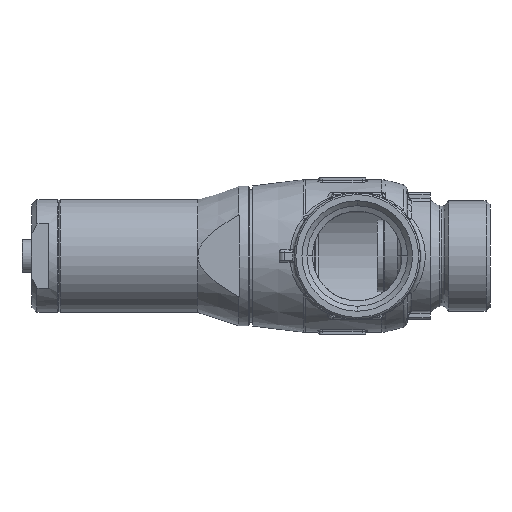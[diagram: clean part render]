
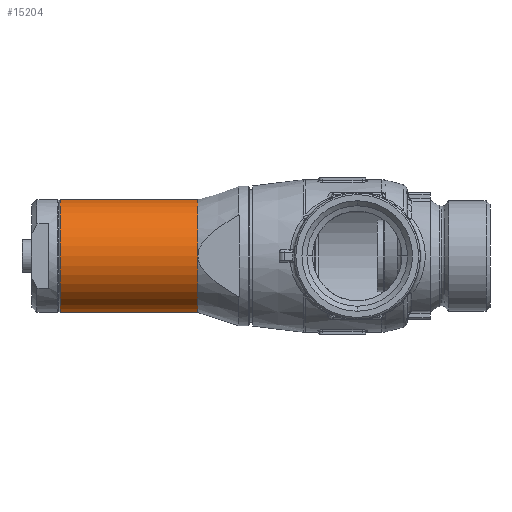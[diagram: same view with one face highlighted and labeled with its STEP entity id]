
A CAD part, left-side view. The second image highlights one B-rep face of the part: STEP entity #15204.
In plain terms, the highlighted cylindrical face has radius 17 mm (diameter 34 mm), a partial arc.
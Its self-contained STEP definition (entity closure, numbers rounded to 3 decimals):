
#2117 = CARTESIAN_POINT ( 'NONE',  ( 0., 17.5, 0. ) ) ;
#2131 = CYLINDRICAL_SURFACE ( 'NONE', #19038, 17. ) ;
#2132 = FACE_OUTER_BOUND ( 'NONE', #16985, .T. ) ;
#2142 = DIRECTION ( 'NONE',  ( 0., -1., 0. ) ) ;
#2143 = DIRECTION ( 'NONE',  ( 0., 0., -1. ) ) ;
#2504 = EDGE_CURVE ( 'NONE', #28920, #28862, #31636, .T. ) ;
#2505 = EDGE_CURVE ( 'NONE', #23063, #23043, #31643, .T. ) ;
#2519 = EDGE_CURVE ( 'NONE', #28862, #25005, #31661, .T. ) ;
#2523 = EDGE_CURVE ( 'NONE', #23043, #25005, #15640, .T. ) ;
#2526 = EDGE_CURVE ( 'NONE', #23063, #28920, #15643, .T. ) ;
#5308 = CARTESIAN_POINT ( 'NONE',  ( -17., 48., 0. ) ) ;
#5401 = CARTESIAN_POINT ( 'NONE',  ( 0., 48., 17. ) ) ;
#15204 = ADVANCED_FACE ( 'NONE', ( #2132 ), #2131, .T. ) ;
#15555 = CARTESIAN_POINT ( 'NONE',  ( 0., 48., 0. ) ) ;
#15556 = DIRECTION ( 'NONE',  ( 0., -1., 0. ) ) ;
#15557 = DIRECTION ( 'NONE',  ( 0., 0., -1. ) ) ;
#15558 = CARTESIAN_POINT ( 'NONE',  ( 0., 89.5, 0. ) ) ;
#15559 = DIRECTION ( 'NONE',  ( 0., -1., 0. ) ) ;
#15560 = DIRECTION ( 'NONE',  ( 0., 0., 1. ) ) ;
#15631 = CARTESIAN_POINT ( 'NONE',  ( 0., 48., 0. ) ) ;
#15632 = DIRECTION ( 'NONE',  ( 0., -1., 0. ) ) ;
#15633 = DIRECTION ( 'NONE',  ( 0., 0., -1. ) ) ;
#15640 = LINE ( 'NONE', #15641, #31603 ) ;
#15641 = CARTESIAN_POINT ( 'NONE',  ( 0., 17.5, -17. ) ) ;
#15642 = DIRECTION ( 'NONE',  ( 0., -1., 0. ) ) ;
#15643 = LINE ( 'NONE', #15644, #31593 ) ;
#15644 = CARTESIAN_POINT ( 'NONE',  ( 0., 17.5, 17. ) ) ;
#15651 = DIRECTION ( 'NONE',  ( 0., -1., 0. ) ) ;
#16985 = EDGE_LOOP ( 'NONE', ( #25891, #25894, #25896, #25898, #25901 ) ) ;
#19038 = AXIS2_PLACEMENT_3D ( 'NONE', #2117, #2142, #2143 ) ;
#23043 = VERTEX_POINT ( 'NONE', #30245 ) ;
#23063 = VERTEX_POINT ( 'NONE', #30256 ) ;
#25005 = VERTEX_POINT ( 'NONE', #30531 ) ;
#25891 = ORIENTED_EDGE ( 'NONE', *, *, #2526, .F. ) ;
#25894 = ORIENTED_EDGE ( 'NONE', *, *, #2505, .T. ) ;
#25896 = ORIENTED_EDGE ( 'NONE', *, *, #2523, .T. ) ;
#25898 = ORIENTED_EDGE ( 'NONE', *, *, #2519, .F. ) ;
#25901 = ORIENTED_EDGE ( 'NONE', *, *, #2504, .F. ) ;
#28862 = VERTEX_POINT ( 'NONE', #5308 ) ;
#28920 = VERTEX_POINT ( 'NONE', #5401 ) ;
#30245 = CARTESIAN_POINT ( 'NONE',  ( 0., 89.5, -17. ) ) ;
#30256 = CARTESIAN_POINT ( 'NONE',  ( 0., 89.5, 17. ) ) ;
#30531 = CARTESIAN_POINT ( 'NONE',  ( 0., 48., -17. ) ) ;
#31593 = VECTOR ( 'NONE', #15651, 1000. ) ;
#31603 = VECTOR ( 'NONE', #15642, 1000. ) ;
#31612 = AXIS2_PLACEMENT_3D ( 'NONE', #15631, #15632, #15633 ) ;
#31628 = AXIS2_PLACEMENT_3D ( 'NONE', #15555, #15556, #15557 ) ;
#31636 = CIRCLE ( 'NONE', #31628, 17. ) ;
#31643 = CIRCLE ( 'NONE', #31655, 17. ) ;
#31655 = AXIS2_PLACEMENT_3D ( 'NONE', #15558, #15559, #15560 ) ;
#31661 = CIRCLE ( 'NONE', #31612, 17. ) ;
